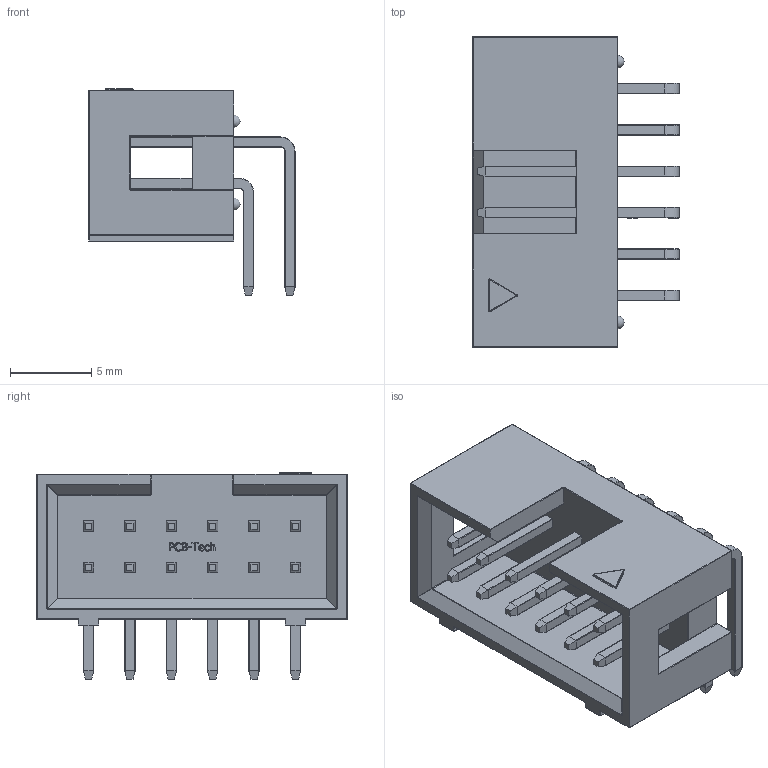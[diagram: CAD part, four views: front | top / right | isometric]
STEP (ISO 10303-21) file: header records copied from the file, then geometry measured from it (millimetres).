
FILE_DESCRIPTION(/* description */ (''),/* implementation_level */ '2;1');
FILE_NAME(/* name */ '12-Pin Shrouded Header (IDC) Right Angle.STEP',/* time_stamp */ '2019-09-21T08:58:05+02:00',/* author */ ('Bernd das Brot'),/* organization */ (''),/* preprocessor_version */ 'ST-DEVELOPER v17',/* originating_system */ 'Autodesk Inventor 2019',/* authorisation */ '');
FILE_SCHEMA (('AUTOMOTIVE_DESIGN { 1 0 10303 214 3 1 1 }'));
Length unit declared in the file: millimetre
Products named in the file (4): 12-Pin Shrouded Header (IDC) Right Angle; Lower Contact; Upper Contact; 12-Pin Shrouded Header Body
Assembly tree (13 placements, depth 2):
  12-Pin Shrouded Header (IDC) Right Angle
    Lower Contact  x6
    Upper Contact  x6
    12-Pin Shrouded Header Body
Bounding box: 12.65 x 19.05 x 12.67 mm (x, y, z)
Volume: 822.6 mm3; surface area: 1684.1 mm2
Topology: 13 solids, 13 shells, 757 faces, 1887 edges, 1165 vertices
Faces by surface type: plane 342, cylinder 229, bspline 80, torus 69, sphere 37
Entity records: 14291 total; most frequent: CARTESIAN_POINT 3583, ORIENTED_EDGE 2246, DIRECTION 2072, EDGE_CURVE 1123, AXIS2_PLACEMENT_3D 699, VERTEX_POINT 685, LINE 674, VECTOR 674
